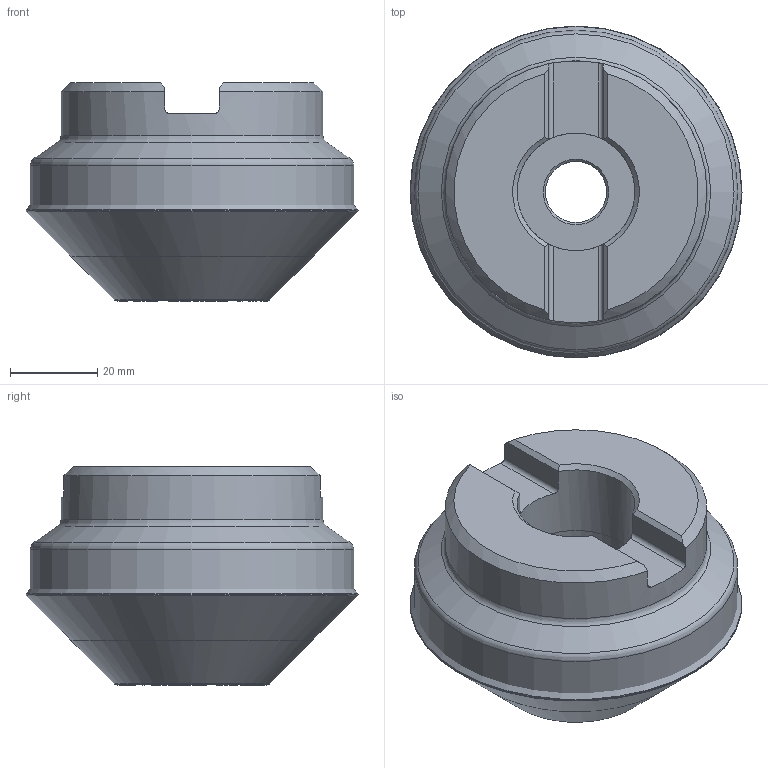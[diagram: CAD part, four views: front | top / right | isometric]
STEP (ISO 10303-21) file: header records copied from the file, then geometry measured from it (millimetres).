
FILE_DESCRIPTION(/* description */ (''),/* implementation_level */ '2;1');
FILE_NAME(/* name */ '35T03R_S45XP1620_C_115009757ndi000_00_SIM.stp',/* time_stamp */ '2020-01-23T09:13:41+01:00',/* author */ (''),/* organization */ (''),/* preprocessor_version */ 'ST-DEVELOPER v16.7',/* originating_system */ 'SIEMENS PLM Software NX 12.0',/* authorisation */ '');
FILE_SCHEMA (('AUTOMOTIVE_DESIGN { 1 0 10303 214 3 1 1 1 }'));
Length unit declared in the file: millimetre
Products named in the file (1): wq7008249611jpje
Bounding box: 76.05 x 76.05 x 50 mm (x, y, z)
Volume: 169477 mm3; surface area: 30351 mm2
Topology: 2 solids, 2 shells, 71 faces, 165 edges, 98 vertices
Faces by surface type: revolution 27, plane 16, cone 11, cylinder 10, torus 7
Full cylindrical faces by diameter (mm): 14 x1, 22 x1, 27 x1, 28 x1, 60 x1, 74.1 x1
Entity records: 2030 total; most frequent: CARTESIAN_POINT 657, DIRECTION 255, ORIENTED_EDGE 212, EDGE_LOOP 122, EDGE_CURVE 106, FACE_BOUND 102, AXIS2_PLACEMENT_3D 102, VERTEX_POINT 86
